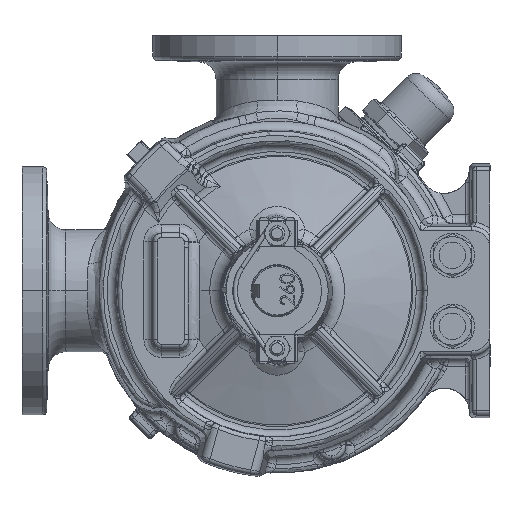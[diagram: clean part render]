
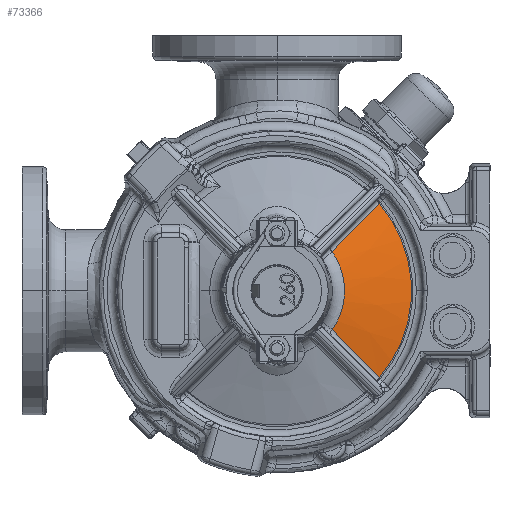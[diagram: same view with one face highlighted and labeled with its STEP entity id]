
A CAD part, left-side view. The second image highlights one B-rep face of the part: STEP entity #73366.
In plain terms, the highlighted conical face has half-angle 72.531 degrees and reference radius 96.174 mm.
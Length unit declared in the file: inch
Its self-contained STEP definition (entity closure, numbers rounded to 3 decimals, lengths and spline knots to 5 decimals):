
#7435 = CIRCLE ( 'NONE', #95027, 1.90234 ) ;
#10455 = ORIENTED_EDGE ( 'NONE', *, *, #164552, .T. ) ;
#14129 = DIRECTION ( 'NONE',  ( 0., 1., 0. ) ) ;
#16249 = VERTEX_POINT ( 'NONE', #36958 ) ;
#18326 = EDGE_CURVE ( 'Defeatured_0_1494+Defeatured_0_1491+Defeatured_0_1694+Defeatured_0_1723', #172498, #48920, #74991, .T. ) ;
#23927 = B_SPLINE_CURVE_WITH_KNOTS ( 'NONE', 3,
 ( #163019, #69755, #109955, #29997, #123310, #43405 ),
 .UNSPECIFIED., .F., .F.,
 ( 4, 2, 4 ),
 ( 0., 0.02526, 0.05052 ),
 .UNSPECIFIED. ) ;
#23986 = DIRECTION ( 'NONE',  ( 1., 0., 0. ) ) ;
#28747 = CARTESIAN_POINT ( 'NONE',  ( -3.66669, -2.65892, 2.23174 ) ) ;
#29997 = CARTESIAN_POINT ( 'NONE',  ( -3.76577, -2.4372, -2.00613 ) ) ;
#36958 = CARTESIAN_POINT ( 'NONE',  ( -4.16044, -1.54914, -1.1041 ) ) ;
#40434 = DIRECTION ( 'NONE',  ( 1., 0., 0. ) ) ;
#43405 = CARTESIAN_POINT ( 'NONE',  ( -3.56753, -2.8806, -2.45737 ) ) ;
#48920 = VERTEX_POINT ( 'NONE', #75108 ) ;
#55602 = CARTESIAN_POINT ( 'NONE',  ( -3.76577, -2.4372, 2.00613 ) ) ;
#60017 = AXIS2_PLACEMENT_3D ( 'NONE', #93616, #40434, #14129 ) ;
#65190 = ORIENTED_EDGE ( 'NONE', *, *, #18326, .F. ) ;
#69080 = CARTESIAN_POINT ( 'NONE',  ( -4.06229, -1.77152, 1.32948 ) ) ;
#69755 = CARTESIAN_POINT ( 'NONE',  ( -4.06229, -1.77152, -1.32948 ) ) ;
#70417 = DIRECTION ( 'NONE',  ( 1., 0., 0. ) ) ;
#72715 = CONICAL_SURFACE ( 'NONE', #60017, 3.78636, 1.266 ) ;
#73366 = ADVANCED_FACE ( 'Defeatured_0_1491', ( #129073 ), #72715, .T. ) ;
#74991 = CIRCLE ( 'NONE', #104009, 3.78636 ) ;
#75108 = CARTESIAN_POINT ( 'NONE',  ( -3.56753, -2.8806, -2.45737 ) ) ;
#77934 = CARTESIAN_POINT ( 'NONE',  ( -3.56753, -2.8806, 2.45737 ) ) ;
#93616 = CARTESIAN_POINT ( 'NONE',  ( -3.56753, 0., 0. ) ) ;
#95027 = AXIS2_PLACEMENT_3D ( 'NONE', #150321, #70417, #163665 ) ;
#104001 = CARTESIAN_POINT ( 'NONE',  ( -3.56753, 0., 0. ) ) ;
#104009 = AXIS2_PLACEMENT_3D ( 'NONE', #104001, #23986, #117331 ) ;
#109955 = CARTESIAN_POINT ( 'NONE',  ( -3.96355, -1.99348, -1.555 ) ) ;
#110104 = EDGE_CURVE ( 'Defeatured_0_1491+Defeatured_0_1501+Defeatured_0_1692+Defeatured_0_1721', #139486, #16249, #7435, .T. ) ;
#117331 = DIRECTION ( 'NONE',  ( 0., 1., 0. ) ) ;
#117479 = ORIENTED_EDGE ( 'NONE', *, *, #164268, .T. ) ;
#122081 = CARTESIAN_POINT ( 'NONE',  ( -3.56753, -2.8806, 2.45737 ) ) ;
#123310 = CARTESIAN_POINT ( 'NONE',  ( -3.66669, -2.65892, -2.23174 ) ) ;
#124339 = EDGE_LOOP ( 'NONE', ( #65190, #117479, #154059, #10455 ) ) ;
#129073 = FACE_OUTER_BOUND ( 'NONE', #124339, .T. ) ;
#139486 = VERTEX_POINT ( 'NONE', #154207 ) ;
#148993 = CARTESIAN_POINT ( 'NONE',  ( -3.96355, -1.99348, 1.555 ) ) ;
#150321 = CARTESIAN_POINT ( 'NONE',  ( -4.16044, 0., 0. ) ) ;
#154059 = ORIENTED_EDGE ( 'NONE', *, *, #110104, .T. ) ;
#154207 = CARTESIAN_POINT ( 'NONE',  ( -4.16044, -1.54914, 1.1041 ) ) ;
#157001 = B_SPLINE_CURVE_WITH_KNOTS ( 'NONE', 3,
 ( #122081, #28747, #55602, #148993, #69080, #162314 ),
 .UNSPECIFIED., .F., .F.,
 ( 4, 2, 4 ),
 ( 0., 0.02526, 0.05052 ),
 .UNSPECIFIED. ) ;
#162314 = CARTESIAN_POINT ( 'NONE',  ( -4.16044, -1.54914, 1.1041 ) ) ;
#163019 = CARTESIAN_POINT ( 'NONE',  ( -4.16044, -1.54914, -1.1041 ) ) ;
#163665 = DIRECTION ( 'NONE',  ( 0., 1., 0. ) ) ;
#164268 = EDGE_CURVE ( 'Defeatured_0_1491+Defeatured_0_1692+Defeatured_0_1494+Defeatured_0_1501', #172498, #139486, #157001, .T. ) ;
#164552 = EDGE_CURVE ( 'Defeatured_0_1491+Defeatured_0_1721+Defeatured_0_1501+Defeatured_0_1494', #16249, #48920, #23927, .T. ) ;
#172498 = VERTEX_POINT ( 'NONE', #77934 ) ;
